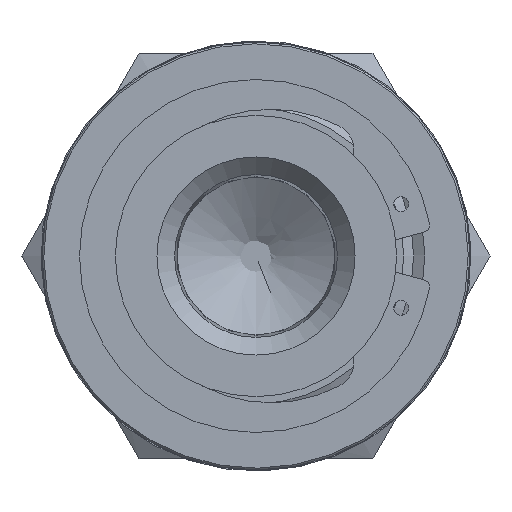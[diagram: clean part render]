
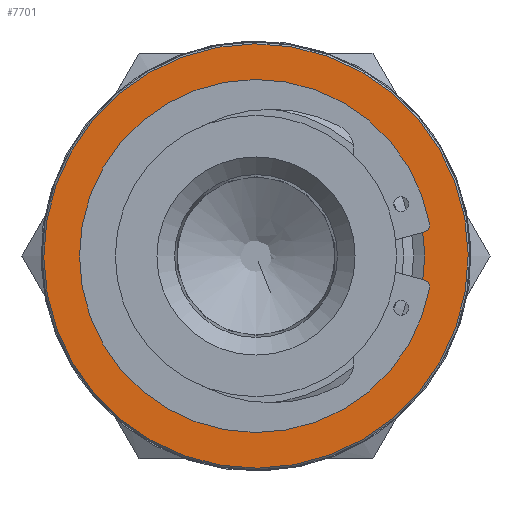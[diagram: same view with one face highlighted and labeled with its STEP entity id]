
A CAD part, left-side view. The second image highlights one B-rep face of the part: STEP entity #7701.
In plain terms, the highlighted planar face has unit normal (-1, 0, 0).
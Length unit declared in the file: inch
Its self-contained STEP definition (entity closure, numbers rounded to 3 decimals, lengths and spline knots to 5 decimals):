
#7667=CARTESIAN_POINT('',(-0.5,0.589,0.));
#7668=VERTEX_POINT('',#7667);
#7669=CARTESIAN_POINT('',(-0.5,0.0,0.0));
#7670=DIRECTION('',(1.0,0.0,0.0));
#7671=DIRECTION('',(0.0,-1.0,0.0));
#7672=AXIS2_PLACEMENT_3D('',#7669,#7670,#7671);
#7673=CIRCLE('',#7672,0.589);
#7674=EDGE_CURVE('',#7668,#7668,#7673,.T.);
#7682=CARTESIAN_POINT('',(-0.5,0.0,0.0));
#7683=DIRECTION('',(-1.0,0.0,0.0));
#7684=DIRECTION('',(0.0,0.0,1.0));
#7685=AXIS2_PLACEMENT_3D('',#7682,#7683,#7684);
#7686=PLANE('',#7685);
#7687=ORIENTED_EDGE('',*,*,#7674,.F.);
#7688=EDGE_LOOP('',(#7687));
#7689=FACE_OUTER_BOUND('',#7688,.T.);
#7690=CARTESIAN_POINT('',(-0.5,-0.4685,0.));
#7691=VERTEX_POINT('',#7690);
#7692=CARTESIAN_POINT('',(-0.5,0.0,0.0));
#7693=DIRECTION('',(-1.0,0.0,0.0));
#7694=DIRECTION('',(0.0,1.0,0.0));
#7695=AXIS2_PLACEMENT_3D('',#7692,#7693,#7694);
#7696=CIRCLE('',#7695,0.4685);
#7697=EDGE_CURVE('',#7691,#7691,#7696,.T.);
#7698=ORIENTED_EDGE('',*,*,#7697,.F.);
#7699=EDGE_LOOP('',(#7698));
#7700=FACE_BOUND('',#7699,.T.);
#7701=ADVANCED_FACE('',(#7689,#7700),#7686,.T.);
